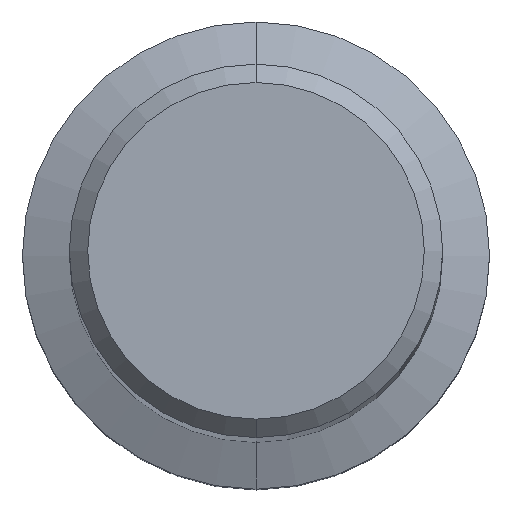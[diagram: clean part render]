
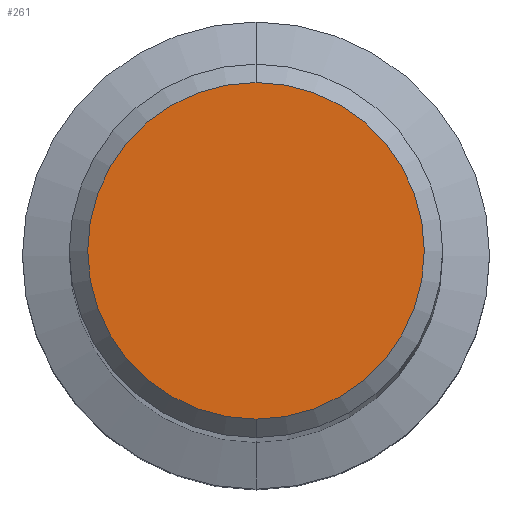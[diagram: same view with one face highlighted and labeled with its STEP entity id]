
A CAD part, top view. The second image highlights one B-rep face of the part: STEP entity #261.
In plain terms, the highlighted planar face has unit normal (0, 0, 1).
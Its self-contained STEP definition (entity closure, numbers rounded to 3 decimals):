
#137=VERTEX_POINT('',#340);
#155=EDGE_CURVE('',#137,#243,#360,.T.);
#243=VERTEX_POINT('',#458);
#261=ADVANCED_FACE('',(#481),#482,.T.);
#295=EDGE_CURVE('',#243,#137,#518,.T.);
#340=CARTESIAN_POINT('',(0.0,9.15,0.0));
#360=CIRCLE('',#584,9.15);
#458=CARTESIAN_POINT('',(0.,-9.15,0.0));
#481=FACE_OUTER_BOUND('',#732,.T.);
#482=PLANE('',#733);
#518=CIRCLE('',#789,9.15);
#584=AXIS2_PLACEMENT_3D('',#860,#861,#862);
#732=EDGE_LOOP('',(#1016,#1017));
#733=AXIS2_PLACEMENT_3D('',#1018,#1019,#1020);
#789=AXIS2_PLACEMENT_3D('',#1059,#1060,#1061);
#860=CARTESIAN_POINT('',(0.0,0.0,0.0));
#861=DIRECTION('',(0.0,0.0,-1.0));
#862=DIRECTION('',(0.0,1.0,0.0));
#1016=ORIENTED_EDGE('',*,*,#155,.F.);
#1017=ORIENTED_EDGE('',*,*,#295,.F.);
#1018=CARTESIAN_POINT('',(0.0,4.575,0.0));
#1019=DIRECTION('',(-0.0,0.0,1.0));
#1020=DIRECTION('',(0.0,-1.0,0.0));
#1059=CARTESIAN_POINT('',(0.0,0.0,0.0));
#1060=DIRECTION('',(0.0,0.0,-1.0));
#1061=DIRECTION('',(0.0,1.0,0.0));
